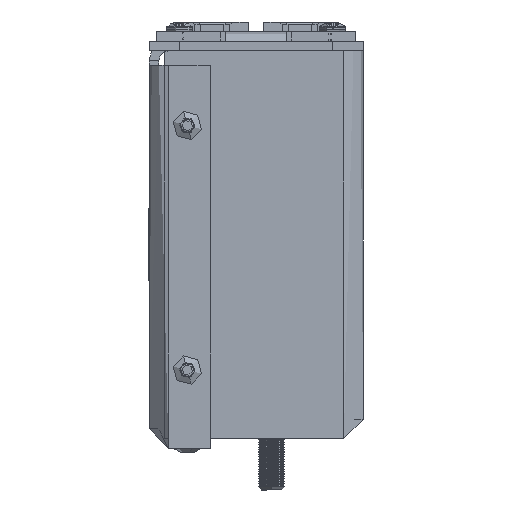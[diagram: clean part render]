
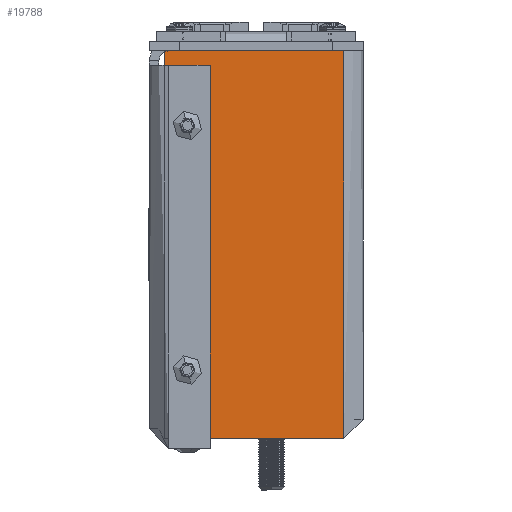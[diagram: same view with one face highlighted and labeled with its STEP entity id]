
A CAD part, left-side view. The second image highlights one B-rep face of the part: STEP entity #19788.
In plain terms, the highlighted planar face has unit normal (-1, 0, 0).
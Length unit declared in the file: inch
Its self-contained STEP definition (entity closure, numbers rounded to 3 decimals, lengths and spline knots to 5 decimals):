
#2536 = LINE ( 'NONE', #81853, #94885 ) ;
#4087 = VECTOR ( 'NONE', #30929, 39.37008 ) ;
#9463 = DIRECTION ( 'NONE',  ( -1., 0., 0. ) ) ;
#9610 = ORIENTED_EDGE ( 'NONE', *, *, #28978, .F. ) ;
#9735 = CIRCLE ( 'NONE', #11210, 0.0625 ) ;
#10039 = CIRCLE ( 'NONE', #67224, 0.0625 ) ;
#10736 = DIRECTION ( 'NONE',  ( 0., 1., 0. ) ) ;
#11210 = AXIS2_PLACEMENT_3D ( 'NONE', #78408, #96790, #17418 ) ;
#11783 = AXIS2_PLACEMENT_3D ( 'NONE', #64760, #56936, #82781 ) ;
#13645 = VERTEX_POINT ( 'NONE', #67140 ) ;
#17418 = DIRECTION ( 'NONE',  ( 0., -1., 0. ) ) ;
#18312 = DIRECTION ( 'NONE',  ( 0., 1., 0. ) ) ;
#19678 = CARTESIAN_POINT ( 'NONE',  ( -8.4835, 1.375, -1.026 ) ) ;
#19788 = ADVANCED_FACE ( 'NONE', ( #93654, #102084, #69824 ), #67042, .F. ) ;
#19995 = EDGE_CURVE ( 'NONE', #101060, #66128, #76804, .T. ) ;
#20161 = EDGE_CURVE ( 'NONE', #45694, #49102, #28741, .T. ) ;
#20284 = CARTESIAN_POINT ( 'NONE',  ( -8.4835, 1.5, 0.974 ) ) ;
#21000 = DIRECTION ( 'NONE',  ( 1., 0., 0. ) ) ;
#24826 = EDGE_CURVE ( 'NONE', #49102, #45694, #10039, .T. ) ;
#24843 = CARTESIAN_POINT ( 'NONE',  ( -8.4835, 1.5, -1.026 ) ) ;
#24928 = CARTESIAN_POINT ( 'NONE',  ( -8.4835, 1.625, 1.5855 ) ) ;
#28385 = LINE ( 'NONE', #90265, #31138 ) ;
#28741 = CIRCLE ( 'NONE', #11783, 0.0625 ) ;
#28978 = EDGE_CURVE ( 'NONE', #60384, #13645, #28385, .T. ) ;
#30224 = EDGE_CURVE ( 'NONE', #13645, #81948, #2536, .T. ) ;
#30380 = VECTOR ( 'NONE', #18312, 39.37008 ) ;
#30929 = DIRECTION ( 'NONE',  ( 0., 0., -1. ) ) ;
#31138 = VECTOR ( 'NONE', #107880, 39.37008 ) ;
#35860 = ORIENTED_EDGE ( 'NONE', *, *, #30224, .F. ) ;
#36181 = AXIS2_PLACEMENT_3D ( 'NONE', #56550, #21000, #93715 ) ;
#37514 = CARTESIAN_POINT ( 'NONE',  ( -8.4835, 1.375, 0.974 ) ) ;
#37568 = DIRECTION ( 'NONE',  ( 0., -1., 0. ) ) ;
#40859 = VERTEX_POINT ( 'NONE', #24928 ) ;
#41824 = EDGE_CURVE ( 'NONE', #66128, #101060, #9735, .T. ) ;
#42016 = EDGE_LOOP ( 'NONE', ( #93388, #91633 ) ) ;
#43395 = CARTESIAN_POINT ( 'NONE',  ( -8.4835, 0.15748, 1.5855 ) ) ;
#44512 = ORIENTED_EDGE ( 'NONE', *, *, #97897, .T. ) ;
#45694 = VERTEX_POINT ( 'NONE', #37514 ) ;
#49102 = VERTEX_POINT ( 'NONE', #20284 ) ;
#52833 = CARTESIAN_POINT ( 'NONE',  ( -8.4835, 1.625, -1.5855 ) ) ;
#56550 = CARTESIAN_POINT ( 'NONE',  ( -8.4835, 1.625, -1.5855 ) ) ;
#56936 = DIRECTION ( 'NONE',  ( -1., 0., 0. ) ) ;
#60384 = VERTEX_POINT ( 'NONE', #43395 ) ;
#64760 = CARTESIAN_POINT ( 'NONE',  ( -8.4835, 1.4375, 0.974 ) ) ;
#65335 = LINE ( 'NONE', #89461, #30380 ) ;
#66128 = VERTEX_POINT ( 'NONE', #24843 ) ;
#66860 = CARTESIAN_POINT ( 'NONE',  ( -8.4835, 1.625, -1.5855 ) ) ;
#67042 = PLANE ( 'NONE',  #36181 ) ;
#67140 = CARTESIAN_POINT ( 'NONE',  ( -8.4835, 0.15748, -1.5855 ) ) ;
#67224 = AXIS2_PLACEMENT_3D ( 'NONE', #100123, #9463, #37568 ) ;
#67431 = DIRECTION ( 'NONE',  ( 0., -1., 0. ) ) ;
#67600 = AXIS2_PLACEMENT_3D ( 'NONE', #104673, #76870, #67431 ) ;
#69762 = LINE ( 'NONE', #66860, #4087 ) ;
#69824 = FACE_OUTER_BOUND ( 'NONE', #80864, .T. ) ;
#70954 = ORIENTED_EDGE ( 'NONE', *, *, #19995, .F. ) ;
#71123 = EDGE_LOOP ( 'NONE', ( #70954, #85636 ) ) ;
#76804 = CIRCLE ( 'NONE', #67600, 0.0625 ) ;
#76870 = DIRECTION ( 'NONE',  ( -1., 0., 0. ) ) ;
#78408 = CARTESIAN_POINT ( 'NONE',  ( -8.4835, 1.4375, -1.026 ) ) ;
#80864 = EDGE_LOOP ( 'NONE', ( #44512, #35860, #9610, #107989 ) ) ;
#81853 = CARTESIAN_POINT ( 'NONE',  ( -8.4835, 0.15748, -1.5855 ) ) ;
#81948 = VERTEX_POINT ( 'NONE', #52833 ) ;
#82781 = DIRECTION ( 'NONE',  ( 0., -1., 0. ) ) ;
#85636 = ORIENTED_EDGE ( 'NONE', *, *, #41824, .F. ) ;
#89461 = CARTESIAN_POINT ( 'NONE',  ( -8.4835, 1.625, 1.5855 ) ) ;
#90265 = CARTESIAN_POINT ( 'NONE',  ( -8.4835, 0.15748, -1.5855 ) ) ;
#91633 = ORIENTED_EDGE ( 'NONE', *, *, #24826, .F. ) ;
#93388 = ORIENTED_EDGE ( 'NONE', *, *, #20161, .F. ) ;
#93654 = FACE_BOUND ( 'NONE', #42016, .T. ) ;
#93715 = DIRECTION ( 'NONE',  ( 0., 1., 0. ) ) ;
#94885 = VECTOR ( 'NONE', #10736, 39.37008 ) ;
#96790 = DIRECTION ( 'NONE',  ( -1., 0., 0. ) ) ;
#97897 = EDGE_CURVE ( 'NONE', #40859, #81948, #69762, .T. ) ;
#100123 = CARTESIAN_POINT ( 'NONE',  ( -8.4835, 1.4375, 0.974 ) ) ;
#101060 = VERTEX_POINT ( 'NONE', #19678 ) ;
#102084 = FACE_BOUND ( 'NONE', #71123, .T. ) ;
#104673 = CARTESIAN_POINT ( 'NONE',  ( -8.4835, 1.4375, -1.026 ) ) ;
#107880 = DIRECTION ( 'NONE',  ( 0., 0., -1. ) ) ;
#107989 = ORIENTED_EDGE ( 'NONE', *, *, #115219, .T. ) ;
#115219 = EDGE_CURVE ( 'NONE', #60384, #40859, #65335, .T. ) ;
